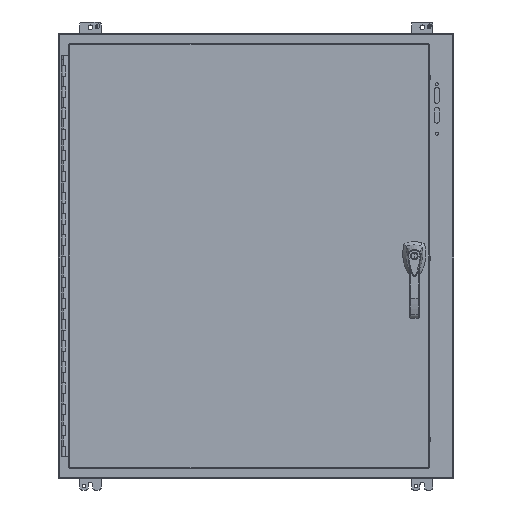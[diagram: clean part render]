
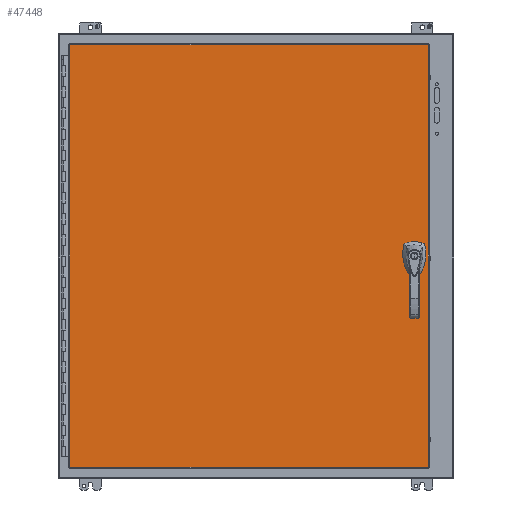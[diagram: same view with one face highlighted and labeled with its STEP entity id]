
A CAD part, front view. The second image highlights one B-rep face of the part: STEP entity #47448.
In plain terms, the highlighted planar face has unit normal (0, -1, 0).
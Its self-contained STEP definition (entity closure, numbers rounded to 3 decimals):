
#272 = LINE ( 'NONE', #14677, #99784 ) ;
#387 = AXIS2_PLACEMENT_3D ( 'NONE', #25454, #58773, #52401 ) ;
#1298 = VECTOR ( 'NONE', #35996, 1000. ) ;
#1782 = ORIENTED_EDGE ( 'NONE', *, *, #32182, .T. ) ;
#2582 = ORIENTED_EDGE ( 'NONE', *, *, #35312, .T. ) ;
#2997 = LINE ( 'NONE', #66545, #30828 ) ;
#4577 = CARTESIAN_POINT ( 'NONE',  ( -449.923, -225.428, -510.388 ) ) ;
#7495 = CARTESIAN_POINT ( 'NONE',  ( 380.327, -225.428, 0. ) ) ;
#7783 = EDGE_CURVE ( 'NONE', #102659, #66354, #80067, .T. ) ;
#9676 = ORIENTED_EDGE ( 'NONE', *, *, #59198, .T. ) ;
#10687 = VERTEX_POINT ( 'NONE', #55431 ) ;
#11315 = ORIENTED_EDGE ( 'NONE', *, *, #33108, .T. ) ;
#11401 = CARTESIAN_POINT ( 'NONE',  ( 414.109, -225.428, -510.388 ) ) ;
#11894 = CIRCLE ( 'NONE', #25419, 11.239 ) ;
#13063 = VERTEX_POINT ( 'NONE', #14098 ) ;
#13224 = ORIENTED_EDGE ( 'NONE', *, *, #41362, .T. ) ;
#13414 = CARTESIAN_POINT ( 'NONE',  ( 385.368, -225.428, 10.046 ) ) ;
#13895 = CARTESIAN_POINT ( 'NONE',  ( -447.18, -225.428, -507.644 ) ) ;
#14098 = CARTESIAN_POINT ( 'NONE',  ( 380.327, -225.428, -38.227 ) ) ;
#14677 = CARTESIAN_POINT ( 'NONE',  ( -449.923, -225.428, 10.046 ) ) ;
#14877 = ORIENTED_EDGE ( 'NONE', *, *, #7783, .T. ) ;
#16825 = EDGE_LOOP ( 'NONE', ( #33085, #18274, #85693, #11315 ) ) ;
#17095 = ORIENTED_EDGE ( 'NONE', *, *, #72516, .T. ) ;
#18274 = ORIENTED_EDGE ( 'NONE', *, *, #82471, .T. ) ;
#19499 = VECTOR ( 'NONE', #56598, 1000. ) ;
#22770 = ORIENTED_EDGE ( 'NONE', *, *, #63402, .T. ) ;
#24327 = CARTESIAN_POINT ( 'NONE',  ( -447.18, -225.428, -510.388 ) ) ;
#25419 = AXIS2_PLACEMENT_3D ( 'NONE', #93947, #100775, #53675 ) ;
#25454 = CARTESIAN_POINT ( 'NONE',  ( 380.327, -225.428, 0. ) ) ;
#26106 = DIRECTION ( 'NONE',  ( 1., 0., 0. ) ) ;
#26534 = LINE ( 'NONE', #58268, #1298 ) ;
#29298 = LINE ( 'NONE', #38302, #103185 ) ;
#30828 = VECTOR ( 'NONE', #59658, 1000. ) ;
#31865 = DIRECTION ( 'NONE',  ( 0., 0., -1. ) ) ;
#32182 = EDGE_CURVE ( 'NONE', #34135, #41344, #26534, .T. ) ;
#32603 = VERTEX_POINT ( 'NONE', #58690 ) ;
#33085 = ORIENTED_EDGE ( 'NONE', *, *, #61599, .T. ) ;
#33108 = EDGE_CURVE ( 'NONE', #41858, #85315, #92244, .T. ) ;
#33426 = CARTESIAN_POINT ( 'NONE',  ( 390.373, -225.428, -510.388 ) ) ;
#33947 = LINE ( 'NONE', #33426, #40967 ) ;
#34135 = VERTEX_POINT ( 'NONE', #68335 ) ;
#35312 = EDGE_CURVE ( 'NONE', #38277, #102659, #272, .T. ) ;
#35996 = DIRECTION ( 'NONE',  ( -1., 0., 0. ) ) ;
#37575 = VECTOR ( 'NONE', #75904, 1000. ) ;
#37750 = CARTESIAN_POINT ( 'NONE',  ( 370.281, -225.428, 5.041 ) ) ;
#38277 = VERTEX_POINT ( 'NONE', #98378 ) ;
#38302 = CARTESIAN_POINT ( 'NONE',  ( -449.923, -225.428, 507.644 ) ) ;
#40967 = VECTOR ( 'NONE', #89048, 1000. ) ;
#41344 = VERTEX_POINT ( 'NONE', #97987 ) ;
#41360 = CIRCLE ( 'NONE', #68313, 4.242 ) ;
#41362 = EDGE_CURVE ( 'NONE', #66354, #32603, #33947, .T. ) ;
#41858 = VERTEX_POINT ( 'NONE', #13895 ) ;
#43842 = FACE_BOUND ( 'NONE', #55182, .T. ) ;
#44343 = PLANE ( 'NONE',  #62591 ) ;
#44683 = DIRECTION ( 'NONE',  ( 0., 1., 0. ) ) ;
#47448 = ADVANCED_FACE ( 'NONE', ( #75017, #60194, #43842 ), #44343, .T. ) ;
#51365 = ORIENTED_EDGE ( 'NONE', *, *, #60424, .T. ) ;
#51619 = LINE ( 'NONE', #11401, #37575 ) ;
#52401 = DIRECTION ( 'NONE',  ( 0., 0., -1. ) ) ;
#52613 = DIRECTION ( 'NONE',  ( 0., 0., -1. ) ) ;
#53136 = DIRECTION ( 'NONE',  ( -1., 0., 0. ) ) ;
#53655 = CARTESIAN_POINT ( 'NONE',  ( -447.18, -225.428, 507.644 ) ) ;
#53675 = DIRECTION ( 'NONE',  ( 0., 0., -1. ) ) ;
#55182 = EDGE_LOOP ( 'NONE', ( #22770 ) ) ;
#55431 = CARTESIAN_POINT ( 'NONE',  ( 370.281, -225.428, -5.041 ) ) ;
#56047 = CARTESIAN_POINT ( 'NONE',  ( 380.327, -225.428, 0. ) ) ;
#56598 = DIRECTION ( 'NONE',  ( 0., 0., -1. ) ) ;
#58268 = CARTESIAN_POINT ( 'NONE',  ( -449.923, -225.428, -10.046 ) ) ;
#58690 = CARTESIAN_POINT ( 'NONE',  ( 390.373, -225.428, -5.041 ) ) ;
#58773 = DIRECTION ( 'NONE',  ( 0., 1., 0. ) ) ;
#59173 = DIRECTION ( 'NONE',  ( 0., 0., -1. ) ) ;
#59198 = EDGE_CURVE ( 'NONE', #80318, #38277, #11894, .T. ) ;
#59658 = DIRECTION ( 'NONE',  ( 0., 0., 1. ) ) ;
#60194 = FACE_OUTER_BOUND ( 'NONE', #16825, .T. ) ;
#60424 = EDGE_CURVE ( 'NONE', #10687, #80318, #2997, .T. ) ;
#61599 = EDGE_CURVE ( 'NONE', #85315, #85435, #51619, .T. ) ;
#62224 = EDGE_CURVE ( 'NONE', #41344, #10687, #79829, .T. ) ;
#62591 = AXIS2_PLACEMENT_3D ( 'NONE', #4577, #68601, #59173 ) ;
#63402 = EDGE_CURVE ( 'NONE', #13063, #13063, #41360, .T. ) ;
#66354 = VERTEX_POINT ( 'NONE', #81789 ) ;
#66545 = CARTESIAN_POINT ( 'NONE',  ( 370.281, -225.428, -510.388 ) ) ;
#68313 = AXIS2_PLACEMENT_3D ( 'NONE', #92355, #44683, #52613 ) ;
#68335 = CARTESIAN_POINT ( 'NONE',  ( 385.368, -225.428, -10.046 ) ) ;
#68601 = DIRECTION ( 'NONE',  ( 0., -1., 0. ) ) ;
#69254 = EDGE_CURVE ( 'NONE', #101799, #41858, #88918, .T. ) ;
#70812 = CIRCLE ( 'NONE', #96202, 11.239 ) ;
#71231 = DIRECTION ( 'NONE',  ( 1., 0., 0. ) ) ;
#72516 = EDGE_CURVE ( 'NONE', #32603, #34135, #70812, .T. ) ;
#73341 = CARTESIAN_POINT ( 'NONE',  ( 414.109, -225.428, -507.644 ) ) ;
#75017 = FACE_BOUND ( 'NONE', #83130, .T. ) ;
#75904 = DIRECTION ( 'NONE',  ( 0., 0., 1. ) ) ;
#79279 = VECTOR ( 'NONE', #26106, 1000. ) ;
#79298 = DIRECTION ( 'NONE',  ( 0., 1., 0. ) ) ;
#79829 = CIRCLE ( 'NONE', #387, 11.239 ) ;
#80008 = DIRECTION ( 'NONE',  ( 0., 1., 0. ) ) ;
#80067 = CIRCLE ( 'NONE', #85183, 11.239 ) ;
#80318 = VERTEX_POINT ( 'NONE', #37750 ) ;
#80528 = ORIENTED_EDGE ( 'NONE', *, *, #62224, .T. ) ;
#80783 = CARTESIAN_POINT ( 'NONE',  ( 414.109, -225.428, 507.644 ) ) ;
#81789 = CARTESIAN_POINT ( 'NONE',  ( 390.373, -225.428, 5.041 ) ) ;
#82471 = EDGE_CURVE ( 'NONE', #85435, #101799, #29298, .T. ) ;
#83130 = EDGE_LOOP ( 'NONE', ( #1782, #80528, #51365, #9676, #2582, #14877, #13224, #17095 ) ) ;
#85183 = AXIS2_PLACEMENT_3D ( 'NONE', #7495, #80008, #31865 ) ;
#85315 = VERTEX_POINT ( 'NONE', #73341 ) ;
#85435 = VERTEX_POINT ( 'NONE', #80783 ) ;
#85693 = ORIENTED_EDGE ( 'NONE', *, *, #69254, .T. ) ;
#88918 = LINE ( 'NONE', #24327, #19499 ) ;
#89048 = DIRECTION ( 'NONE',  ( 0., 0., -1. ) ) ;
#92244 = LINE ( 'NONE', #92774, #79279 ) ;
#92355 = CARTESIAN_POINT ( 'NONE',  ( 380.327, -225.428, -33.985 ) ) ;
#92774 = CARTESIAN_POINT ( 'NONE',  ( -449.923, -225.428, -507.644 ) ) ;
#93947 = CARTESIAN_POINT ( 'NONE',  ( 380.327, -225.428, 0. ) ) ;
#94734 = DIRECTION ( 'NONE',  ( 0., 0., -1. ) ) ;
#96202 = AXIS2_PLACEMENT_3D ( 'NONE', #56047, #79298, #94734 ) ;
#97987 = CARTESIAN_POINT ( 'NONE',  ( 375.286, -225.428, -10.046 ) ) ;
#98378 = CARTESIAN_POINT ( 'NONE',  ( 375.286, -225.428, 10.046 ) ) ;
#99784 = VECTOR ( 'NONE', #71231, 1000. ) ;
#100775 = DIRECTION ( 'NONE',  ( 0., 1., 0. ) ) ;
#101799 = VERTEX_POINT ( 'NONE', #53655 ) ;
#102659 = VERTEX_POINT ( 'NONE', #13414 ) ;
#103185 = VECTOR ( 'NONE', #53136, 1000. ) ;
